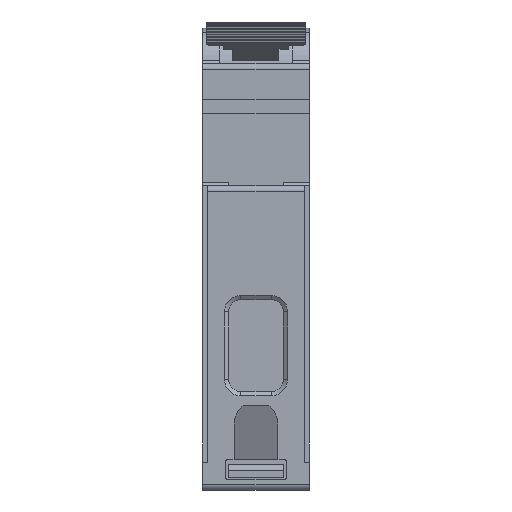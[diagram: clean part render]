
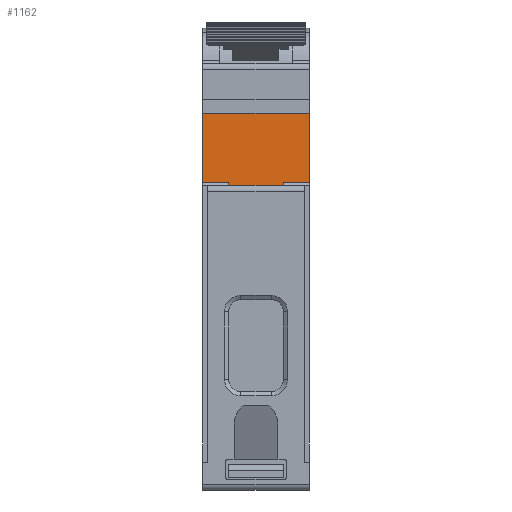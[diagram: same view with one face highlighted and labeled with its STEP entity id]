
A CAD part, front view. The second image highlights one B-rep face of the part: STEP entity #1162.
In plain terms, the highlighted planar face has unit normal (0, -1, 0).
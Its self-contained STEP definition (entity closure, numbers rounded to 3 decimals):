
#1162=ADVANCED_FACE('',(#2727),#2728,.F.);
#2727=FACE_OUTER_BOUND('',#4678,.T.);
#2728=PLANE('',#4679);
#4678=EDGE_LOOP('',(#8894,#8895,#8896,#8897,#8898,#8899,#8900,#8901));
#4679=AXIS2_PLACEMENT_3D('',#8902,#8903,#8904);
#8894=ORIENTED_EDGE('',*,*,#13767,.T.);
#8895=ORIENTED_EDGE('',*,*,#13765,.F.);
#8896=ORIENTED_EDGE('',*,*,#13768,.F.);
#8897=ORIENTED_EDGE('',*,*,#13121,.T.);
#8898=ORIENTED_EDGE('',*,*,#13769,.T.);
#8899=ORIENTED_EDGE('',*,*,#13770,.F.);
#8900=ORIENTED_EDGE('',*,*,#13771,.F.);
#8901=ORIENTED_EDGE('',*,*,#13128,.T.);
#8902=CARTESIAN_POINT('',(0.,22.35,50.6));
#8903=DIRECTION('',(-0.0,1.0,0.0));
#8904=DIRECTION('',(1.0,0.0,0.0));
#13121=EDGE_CURVE('',#15789,#15786,#15790,.T.);
#13128=EDGE_CURVE('',#15796,#15800,#15802,.T.);
#13765=EDGE_CURVE('',#16755,#16753,#16757,.T.);
#13767=EDGE_CURVE('',#15800,#16753,#16759,.T.);
#13768=EDGE_CURVE('',#15789,#16755,#16760,.T.);
#13769=EDGE_CURVE('',#15786,#16761,#16762,.T.);
#13770=EDGE_CURVE('',#16763,#16761,#16764,.T.);
#13771=EDGE_CURVE('',#15796,#16763,#16765,.T.);
#15786=VERTEX_POINT('',#20140);
#15789=VERTEX_POINT('',#20143);
#15790=LINE('',#20144,#20145);
#15796=VERTEX_POINT('',#20152);
#15800=VERTEX_POINT('',#20157);
#15802=LINE('',#20159,#20160);
#16753=VERTEX_POINT('',#21560);
#16755=VERTEX_POINT('',#21563);
#16757=LINE('',#21566,#21567);
#16759=LINE('',#21569,#21570);
#16760=LINE('',#21571,#21572);
#16761=VERTEX_POINT('',#21573);
#16762=LINE('',#21574,#21575);
#16763=VERTEX_POINT('',#21576);
#16764=LINE('',#21577,#21578);
#16765=LINE('',#21579,#21580);
#20140=CARTESIAN_POINT('',(4.3,22.35,50.6));
#20143=CARTESIAN_POINT('',(0.,22.35,50.6));
#20144=CARTESIAN_POINT('',(0.,22.35,50.6));
#20145=VECTOR('',#25731,1.0);
#20152=CARTESIAN_POINT('',(13.3,22.35,50.6));
#20157=CARTESIAN_POINT('',(17.6,22.35,50.6));
#20159=CARTESIAN_POINT('',(0.,22.35,50.6));
#20160=VECTOR('',#25743,1.0);
#21560=CARTESIAN_POINT('',(17.6,22.35,62.));
#21563=CARTESIAN_POINT('',(0.,22.35,62.));
#21566=CARTESIAN_POINT('',(0.,22.35,62.));
#21567=VECTOR('',#26446,1.0);
#21569=CARTESIAN_POINT('',(17.6,22.35,50.6));
#21570=VECTOR('',#26447,1.0);
#21571=CARTESIAN_POINT('',(0.,22.35,50.6));
#21572=VECTOR('',#26448,1.0);
#21573=CARTESIAN_POINT('',(4.3,22.35,48.1));
#21574=CARTESIAN_POINT('',(4.3,22.35,66.1));
#21575=VECTOR('',#26449,1.0);
#21576=CARTESIAN_POINT('',(13.3,22.35,48.1));
#21577=CARTESIAN_POINT('',(13.3,22.35,48.1));
#21578=VECTOR('',#26450,1.0);
#21579=CARTESIAN_POINT('',(13.3,22.35,66.1));
#21580=VECTOR('',#26451,1.0);
#25731=DIRECTION('',(1.0,0.0,0.0));
#25743=DIRECTION('',(1.0,0.0,0.0));
#26446=DIRECTION('',(1.0,0.0,0.0));
#26447=DIRECTION('',(0.0,0.0,1.0));
#26448=DIRECTION('',(0.0,0.0,1.0));
#26449=DIRECTION('',(0.0,0.0,-1.0));
#26450=DIRECTION('',(-1.0,0.0,0.0));
#26451=DIRECTION('',(0.0,0.0,-1.0));
